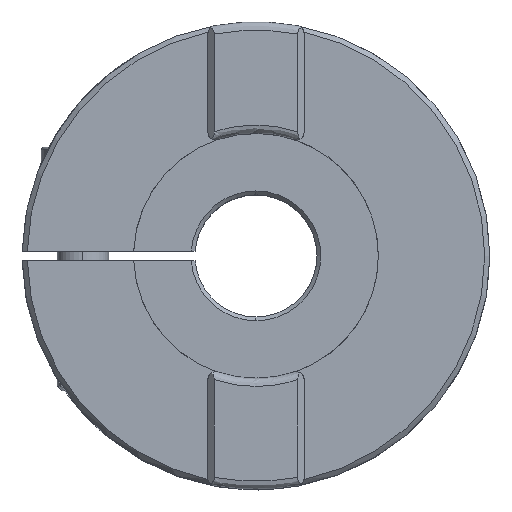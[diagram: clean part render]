
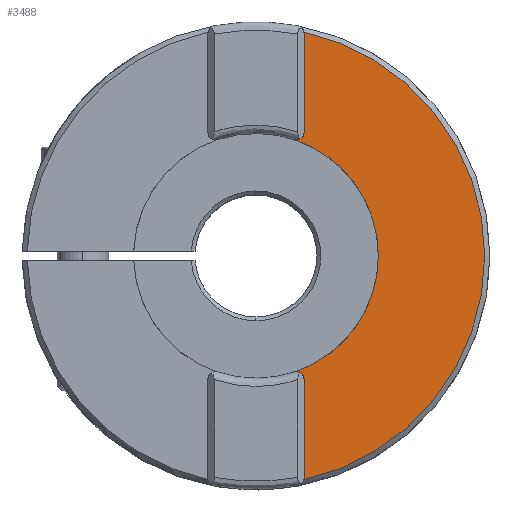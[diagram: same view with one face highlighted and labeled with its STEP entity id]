
A CAD part, top view. The second image highlights one B-rep face of the part: STEP entity #3488.
In plain terms, the highlighted planar face has unit normal (0, 0, 1).
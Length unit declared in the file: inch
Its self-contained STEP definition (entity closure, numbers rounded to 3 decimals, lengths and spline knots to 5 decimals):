
#97 = CARTESIAN_POINT ( 'NONE',  ( 0., 0., 0.98425 ) ) ;
#254 = VERTEX_POINT ( 'NONE', #1939 ) ;
#312 = ORIENTED_EDGE ( 'NONE', *, *, #1054, .F. ) ;
#313 = PLANE ( 'NONE',  #1945 ) ;
#368 = CARTESIAN_POINT ( 'NONE',  ( 0.29528, 1.37415, 0.98425 ) ) ;
#388 = ORIENTED_EDGE ( 'NONE', *, *, #3120, .T. ) ;
#454 = EDGE_CURVE ( 'NONE', #1282, #2876, #721, .T. ) ;
#475 = ORIENTED_EDGE ( 'NONE', *, *, #1538, .T. ) ;
#484 = DIRECTION ( 'NONE',  ( 0., -1., 0. ) ) ;
#531 = EDGE_LOOP ( 'NONE', ( #3607, #312, #475, #1695, #2513, #744, #388 ) ) ;
#649 = CARTESIAN_POINT ( 'NONE',  ( 0.29528, -0.75975, 0.98425 ) ) ;
#721 = CIRCLE ( 'NONE', #1208, 0.75197 ) ;
#744 = ORIENTED_EDGE ( 'NONE', *, *, #454, .T. ) ;
#778 = VERTEX_POINT ( 'NONE', #649 ) ;
#817 = CARTESIAN_POINT ( 'NONE',  ( 0.23337, -0.71484, 0.98425 ) ) ;
#949 = DIRECTION ( 'NONE',  ( 0., 0., -1. ) ) ;
#989 = AXIS2_PLACEMENT_3D ( 'NONE', #3540, #2425, #1854 ) ;
#1015 = EDGE_CURVE ( 'NONE', #1669, #1282, #2014, .T. ) ;
#1017 = CARTESIAN_POINT ( 'NONE',  ( 0., 0., 0.98425 ) ) ;
#1044 = VECTOR ( 'NONE', #484, 39.37008 ) ;
#1054 = EDGE_CURVE ( 'NONE', #2499, #254, #2500, .T. ) ;
#1087 = DIRECTION ( 'NONE',  ( 0., 1., 0. ) ) ;
#1208 = AXIS2_PLACEMENT_3D ( 'NONE', #1236, #949, #3232 ) ;
#1236 = CARTESIAN_POINT ( 'NONE',  ( 0., 0., 0.98425 ) ) ;
#1253 = DIRECTION ( 'NONE',  ( 1., 0., 0. ) ) ;
#1282 = VERTEX_POINT ( 'NONE', #3410 ) ;
#1477 = CARTESIAN_POINT ( 'NONE',  ( 0., 0., 0.98425 ) ) ;
#1538 = EDGE_CURVE ( 'NONE', #2499, #3667, #2375, .T. ) ;
#1574 = DIRECTION ( 'NONE',  ( 1., 0., 0. ) ) ;
#1645 = CARTESIAN_POINT ( 'NONE',  ( 0.29528, 0., 0.98425 ) ) ;
#1649 = CIRCLE ( 'NONE', #989, 0.04724 ) ;
#1669 = VERTEX_POINT ( 'NONE', #2149 ) ;
#1695 = ORIENTED_EDGE ( 'NONE', *, *, #2084, .T. ) ;
#1756 = CARTESIAN_POINT ( 'NONE',  ( 0.29528, 0.75975, 0.98425 ) ) ;
#1854 = DIRECTION ( 'NONE',  ( 1., 0., 0. ) ) ;
#1870 = AXIS2_PLACEMENT_3D ( 'NONE', #2867, #2290, #2917 ) ;
#1904 = LINE ( 'NONE', #1645, #1044 ) ;
#1939 = CARTESIAN_POINT ( 'NONE',  ( 0.29528, -1.37415, 0.98425 ) ) ;
#1945 = AXIS2_PLACEMENT_3D ( 'NONE', #1477, #2342, #1574 ) ;
#2014 = CIRCLE ( 'NONE', #2387, 0.75197 ) ;
#2046 = CIRCLE ( 'NONE', #1870, 0.04724 ) ;
#2084 = EDGE_CURVE ( 'NONE', #3667, #1669, #2046, .T. ) ;
#2149 = CARTESIAN_POINT ( 'NONE',  ( 0.23337, 0.71484, 0.98425 ) ) ;
#2290 = DIRECTION ( 'NONE',  ( 0., 0., -1. ) ) ;
#2342 = DIRECTION ( 'NONE',  ( 0., 0., 1. ) ) ;
#2375 = LINE ( 'NONE', #2594, #2515 ) ;
#2387 = AXIS2_PLACEMENT_3D ( 'NONE', #97, #2705, #1253 ) ;
#2425 = DIRECTION ( 'NONE',  ( 0., 0., -1. ) ) ;
#2499 = VERTEX_POINT ( 'NONE', #368 ) ;
#2500 = CIRCLE ( 'NONE', #2975, 1.40551 ) ;
#2513 = ORIENTED_EDGE ( 'NONE', *, *, #1015, .T. ) ;
#2515 = VECTOR ( 'NONE', #3487, 39.37008 ) ;
#2519 = DIRECTION ( 'NONE',  ( 0., 0., -1. ) ) ;
#2594 = CARTESIAN_POINT ( 'NONE',  ( 0.29528, 0., 0.98425 ) ) ;
#2599 = FACE_OUTER_BOUND ( 'NONE', #531, .T. ) ;
#2705 = DIRECTION ( 'NONE',  ( 0., 0., -1. ) ) ;
#2867 = CARTESIAN_POINT ( 'NONE',  ( 0.24803, 0.75975, 0.98425 ) ) ;
#2876 = VERTEX_POINT ( 'NONE', #817 ) ;
#2917 = DIRECTION ( 'NONE',  ( 1., 0., 0. ) ) ;
#2975 = AXIS2_PLACEMENT_3D ( 'NONE', #1017, #2519, #1087 ) ;
#3120 = EDGE_CURVE ( 'NONE', #2876, #778, #1649, .T. ) ;
#3232 = DIRECTION ( 'NONE',  ( 1., 0., 0. ) ) ;
#3277 = EDGE_CURVE ( 'NONE', #778, #254, #1904, .T. ) ;
#3410 = CARTESIAN_POINT ( 'NONE',  ( 0.75197, 0., 0.98425 ) ) ;
#3487 = DIRECTION ( 'NONE',  ( 0., -1., 0. ) ) ;
#3488 = ADVANCED_FACE ( 'NONE', ( #2599 ), #313, .T. ) ;
#3540 = CARTESIAN_POINT ( 'NONE',  ( 0.24803, -0.75975, 0.98425 ) ) ;
#3607 = ORIENTED_EDGE ( 'NONE', *, *, #3277, .T. ) ;
#3667 = VERTEX_POINT ( 'NONE', #1756 ) ;
